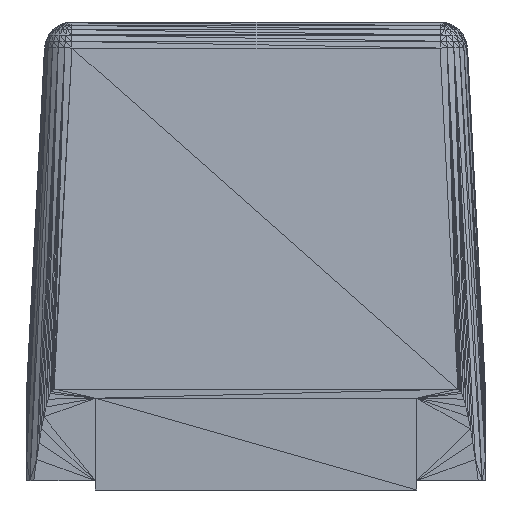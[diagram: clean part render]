
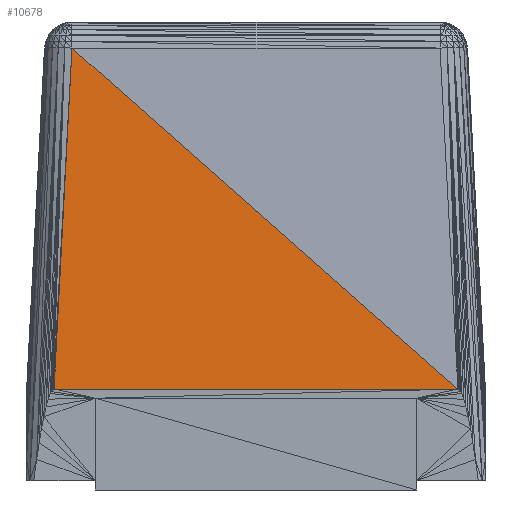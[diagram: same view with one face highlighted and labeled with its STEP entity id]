
A CAD part, left-side view. The second image highlights one B-rep face of the part: STEP entity #10678.
In plain terms, the highlighted planar face has unit normal (-0.999, 0, 0.052).
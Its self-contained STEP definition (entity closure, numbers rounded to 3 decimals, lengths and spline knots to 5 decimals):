
#1190=DIRECTION('',(0.0,1.0,0.0));
#1191=VECTOR('',#1190,1000.0);
#6199=CARTESIAN_POINT('',(-0.5,-0.22004,0.11));
#6200=VERTEX_POINT('',#6199);
#6201=CARTESIAN_POINT('',(-0.5,0.22004,0.11));
#6202=VERTEX_POINT('',#6201);
#6341=CARTESIAN_POINT('',(-0.48053,0.20057,0.48157));
#6342=VERTEX_POINT('',#6341);
#9470=LINE('',#6199,#1191);
#9471=EDGE_CURVE('',#6200,#6202,#9470,.T.);
#10648=DIRECTION('',(-0.035,-0.749,-0.662));
#10649=VECTOR('',#10648,1000.0);
#10650=LINE('',#6341,#10649);
#10651=EDGE_CURVE('',#6342,#6200,#10650,.T.);
#10665=DIRECTION('',(-0.052,0.052,-0.997));
#10666=VECTOR('',#10665,1000.0);
#10667=LINE('',#6341,#10666);
#10668=EDGE_CURVE('',#6342,#6202,#10667,.T.);
#10669=ORIENTED_EDGE('',*,*,#10651,.F.);
#10670=ORIENTED_EDGE('',*,*,#10668,.T.);
#10671=ORIENTED_EDGE('',*,*,#9471,.F.);
#10672=DIRECTION('',(-0.999,0.0,0.052));
#10673=DIRECTION('',(0.035,0.749,0.662));
#10674=AXIS2_PLACEMENT_3D('',#6199,#10672,#10673);
#10675=PLANE('',#10674);
#10676=EDGE_LOOP('',(#10669,#10670,#10671));
#10677=FACE_BOUND('',#10676,.T.);
#10678=ADVANCED_FACE('',(#10677),#10675,.T.);
